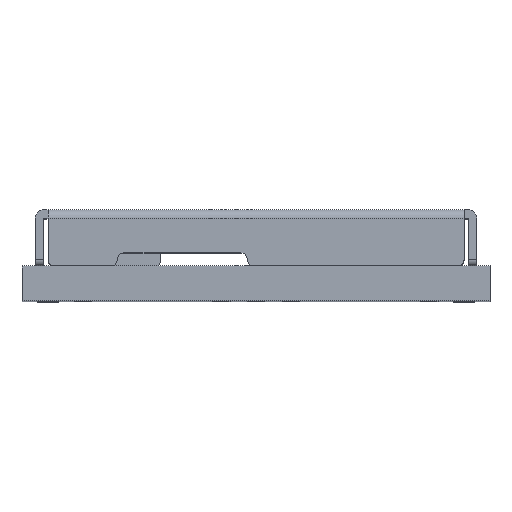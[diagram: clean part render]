
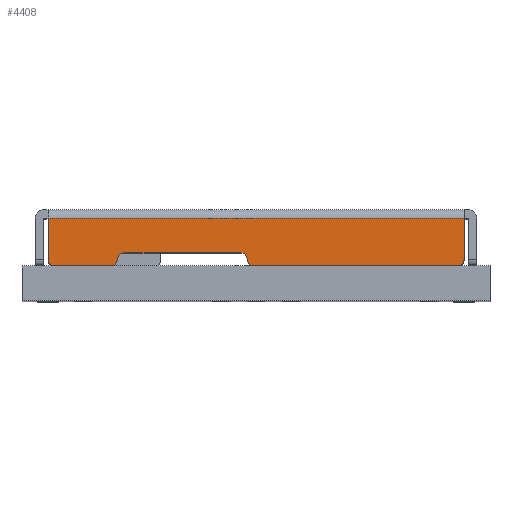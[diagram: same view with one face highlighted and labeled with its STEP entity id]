
A CAD part, top view. The second image highlights one B-rep face of the part: STEP entity #4408.
In plain terms, the highlighted planar face has unit normal (0, 0, 1).
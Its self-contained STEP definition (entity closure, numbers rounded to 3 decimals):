
#47=DIRECTION('',(1.,0.,0.));
#48=VECTOR('',#47,1.3);
#49=CARTESIAN_POINT('',(-4.65,0.,8.25));
#50=LINE('',#49,#48);
#63=DIRECTION('',(1.,0.,0.));
#64=VECTOR('',#63,4.7);
#65=CARTESIAN_POINT('',(-0.05,0.,8.25));
#66=LINE('',#65,#64);
#1076=DIRECTION('',(0.,1.,0.));
#1077=VECTOR('',#1076,0.95);
#1078=CARTESIAN_POINT('',(4.8,0.15,8.25));
#1079=LINE('',#1078,#1077);
#1089=CARTESIAN_POINT('',(-4.65,0.15,8.25));
#1090=DIRECTION('',(0.,0.,1.));
#1091=DIRECTION('',(-1.,0.,0.));
#1092=AXIS2_PLACEMENT_3D('',#1089,#1090,#1091);
#1094=DIRECTION('',(1.,0.,0.));
#1095=VECTOR('',#1094,9.6);
#1096=CARTESIAN_POINT('',(-4.8,1.1,8.25));
#1097=LINE('',#1096,#1095);
#1098=CARTESIAN_POINT('',(4.65,0.15,8.25));
#1099=DIRECTION('',(0.,0.,1.));
#1100=DIRECTION('',(0.,-1.,0.));
#1101=AXIS2_PLACEMENT_3D('',#1098,#1099,#1100);
#1103=CARTESIAN_POINT('',(-0.05,0.15,8.25));
#1104=DIRECTION('',(0.,0.,1.));
#1105=DIRECTION('',(-1.,0.,0.));
#1106=AXIS2_PLACEMENT_3D('',#1103,#1104,#1105);
#1108=DIRECTION('',(-1.,0.,0.));
#1109=VECTOR('',#1108,2.7);
#1110=CARTESIAN_POINT('',(-0.35,0.3,8.25));
#1111=LINE('',#1110,#1109);
#1112=CARTESIAN_POINT('',(-3.35,0.15,8.25));
#1113=DIRECTION('',(0.,0.,1.));
#1114=DIRECTION('',(0.,-1.,0.));
#1115=AXIS2_PLACEMENT_3D('',#1112,#1113,#1114);
#1158=DIRECTION('',(0.,-1.,0.));
#1159=VECTOR('',#1158,0.95);
#1160=CARTESIAN_POINT('',(-4.8,1.1,8.25));
#1161=LINE('',#1160,#1159);
#1166=CARTESIAN_POINT('',(-3.05,0.15,8.25));
#1167=DIRECTION('',(0.,0.,-1.));
#1168=DIRECTION('',(-1.,0.,0.));
#1169=AXIS2_PLACEMENT_3D('',#1166,#1167,#1168);
#1193=CARTESIAN_POINT('',(-0.35,0.15,8.25));
#1194=DIRECTION('',(0.,0.,-1.));
#1195=DIRECTION('',(0.,1.,0.));
#1196=AXIS2_PLACEMENT_3D('',#1193,#1194,#1195);
#3182=CARTESIAN_POINT('',(4.8,1.1,8.25));
#3184=VERTEX_POINT('',#3182);
#3185=CARTESIAN_POINT('',(-4.8,1.1,8.25));
#3186=VERTEX_POINT('',#3185);
#3225=CARTESIAN_POINT('',(-0.35,0.3,8.25));
#3227=VERTEX_POINT('',#3225);
#3229=CARTESIAN_POINT('',(-3.05,0.3,8.25));
#3231=VERTEX_POINT('',#3229);
#3278=CARTESIAN_POINT('',(4.8,0.15,8.25));
#3280=VERTEX_POINT('',#3278);
#3281=CARTESIAN_POINT('',(-4.8,0.15,8.25));
#3283=VERTEX_POINT('',#3281);
#3285=CARTESIAN_POINT('',(-0.2,0.15,8.25));
#3287=VERTEX_POINT('',#3285);
#3290=CARTESIAN_POINT('',(-3.2,0.15,8.25));
#3292=VERTEX_POINT('',#3290);
#3305=CARTESIAN_POINT('',(-4.65,0.,8.25));
#3306=CARTESIAN_POINT('',(-3.35,0.,8.25));
#3307=VERTEX_POINT('',#3305);
#3308=VERTEX_POINT('',#3306);
#3309=CARTESIAN_POINT('',(-0.05,0.,8.25));
#3310=CARTESIAN_POINT('',(4.65,0.,8.25));
#3311=VERTEX_POINT('',#3309);
#3312=VERTEX_POINT('',#3310);
#4382=CARTESIAN_POINT('',(-5.1,1.1,8.25));
#4383=DIRECTION('',(0.,0.,1.));
#4384=DIRECTION('',(1.,0.,0.));
#4385=AXIS2_PLACEMENT_3D('',#4382,#4383,#4384);
#4386=PLANE('',#4385);
#4387=ORIENTED_EDGE('',*,*,#3446,.F.);
#4389=ORIENTED_EDGE('',*,*,#4388,.F.);
#4391=ORIENTED_EDGE('',*,*,#4390,.F.);
#4392=ORIENTED_EDGE('',*,*,#4341,.T.);
#4393=ORIENTED_EDGE('',*,*,#4356,.F.);
#4394=ORIENTED_EDGE('',*,*,#4374,.F.);
#4395=ORIENTED_EDGE('',*,*,#3456,.F.);
#4397=ORIENTED_EDGE('',*,*,#4396,.F.);
#4399=ORIENTED_EDGE('',*,*,#4398,.F.);
#4401=ORIENTED_EDGE('',*,*,#4400,.T.);
#4403=ORIENTED_EDGE('',*,*,#4402,.F.);
#4405=ORIENTED_EDGE('',*,*,#4404,.F.);
#4406=EDGE_LOOP('',(#4387,#4389,#4391,#4392,#4393,#4394,#4395,#4397,#4399,#4401,
#4403,#4405));
#4407=FACE_OUTER_BOUND('',#4406,.F.);
#1093=CIRCLE('',#1092,0.15);
#1102=CIRCLE('',#1101,0.15);
#1107=CIRCLE('',#1106,0.15);
#1116=CIRCLE('',#1115,0.15);
#1170=CIRCLE('',#1169,0.15);
#1197=CIRCLE('',#1196,0.15);
#3446=EDGE_CURVE('',#3307,#3308,#50,.T.);
#3456=EDGE_CURVE('',#3311,#3312,#66,.T.);
#4341=EDGE_CURVE('',#3186,#3184,#1097,.T.);
#4356=EDGE_CURVE('',#3280,#3184,#1079,.T.);
#4374=EDGE_CURVE('',#3312,#3280,#1102,.T.);
#4388=EDGE_CURVE('',#3283,#3307,#1093,.T.);
#4390=EDGE_CURVE('',#3186,#3283,#1161,.T.);
#4396=EDGE_CURVE('',#3287,#3311,#1107,.T.);
#4398=EDGE_CURVE('',#3227,#3287,#1197,.T.);
#4400=EDGE_CURVE('',#3227,#3231,#1111,.T.);
#4402=EDGE_CURVE('',#3292,#3231,#1170,.T.);
#4404=EDGE_CURVE('',#3308,#3292,#1116,.T.);
#4408=ADVANCED_FACE('',(#4407),#4386,.T.);
